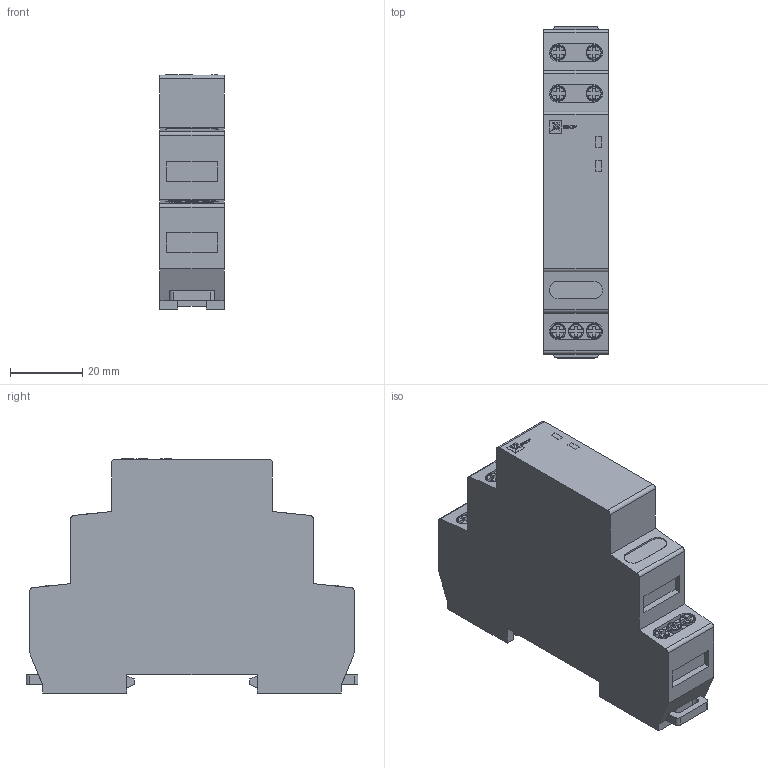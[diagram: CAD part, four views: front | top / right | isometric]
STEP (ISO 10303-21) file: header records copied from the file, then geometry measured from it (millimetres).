
FILE_DESCRIPTION (( 'STEP AP203' ), '1' );
FILE_NAME ('褥矬朦耥铄 疱脲 RIO-1 (rio-1).STEP', '2018-09-04T05:56:08', ( '' ), ( '' ), 'SwSTEP 2.0', 'SolidWorks 2017', '' );
FILE_SCHEMA (( 'CONFIG_CONTROL_DESIGN' ));
Length unit declared in the file: millimetre
Products named in the file (1): 褥矬朦耥铄 疱脲 RIO-1 (rio-1)
Bounding box: 17.8 x 92 x 64.85 mm (x, y, z)
Volume: 77964.1 mm3; surface area: 16615.9 mm2
Topology: 1 solids, 1 shells, 372 faces, 1005 edges, 666 vertices
Faces by surface type: plane 268, cylinder 72, bspline 18, torus 14
Entity records: 12300 total; most frequent: CARTESIAN_POINT 2886, ORIENTED_EDGE 2010, DIRECTION 1817, EDGE_CURVE 1005, VECTOR 751, LINE 751, VERTEX_POINT 666, AXIS2_PLACEMENT_3D 533
